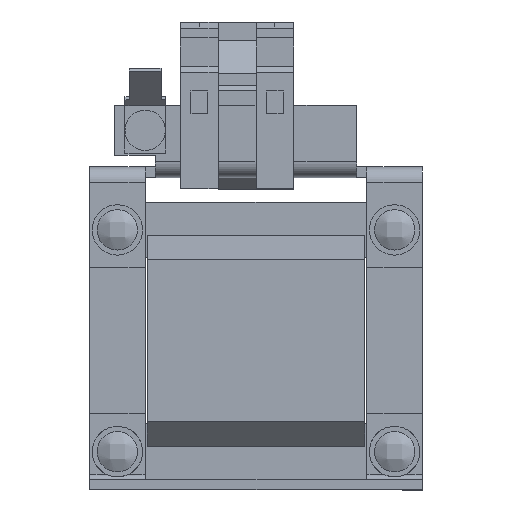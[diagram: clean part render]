
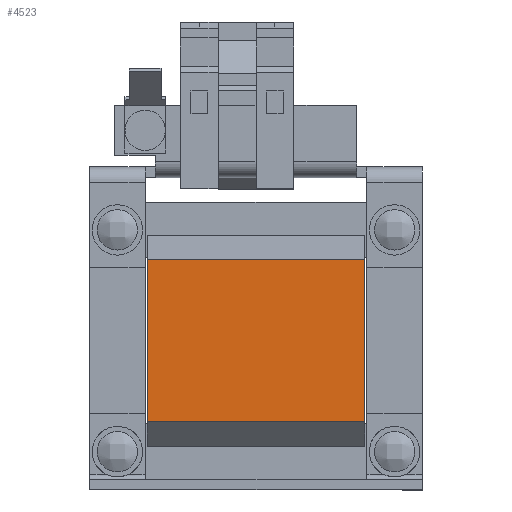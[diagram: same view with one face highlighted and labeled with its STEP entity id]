
A CAD part, top view. The second image highlights one B-rep face of the part: STEP entity #4523.
In plain terms, the highlighted planar face has unit normal (0, 0, 1).
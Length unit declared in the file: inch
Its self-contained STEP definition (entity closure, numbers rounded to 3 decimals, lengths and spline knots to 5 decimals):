
#318 = LINE ( 'NONE', #6915, #3249 ) ;
#387 = EDGE_CURVE ( 'NONE', #6244, #8242, #1971, .T. ) ;
#494 = DIRECTION ( 'NONE',  ( 0., 1., 0. ) ) ;
#588 = ORIENTED_EDGE ( 'NONE', *, *, #1875, .T. ) ;
#705 = DIRECTION ( 'NONE',  ( -1., 0., 0. ) ) ;
#1140 = CARTESIAN_POINT ( 'NONE',  ( 0.85138, 0.63386, 1.18898 ) ) ;
#1235 = LINE ( 'NONE', #10157, #2330 ) ;
#1329 = EDGE_LOOP ( 'NONE', ( #2634, #10096, #7597, #588 ) ) ;
#1468 = CARTESIAN_POINT ( 'NONE',  ( -0.85138, -0.63386, 1.18898 ) ) ;
#1875 = EDGE_CURVE ( 'NONE', #7189, #10200, #1235, .T. ) ;
#1971 = LINE ( 'NONE', #3614, #3669 ) ;
#2330 = VECTOR ( 'NONE', #494, 39.37008 ) ;
#2634 = ORIENTED_EDGE ( 'NONE', *, *, #8738, .F. ) ;
#2960 = DIRECTION ( 'NONE',  ( 0., 0., -1. ) ) ;
#3249 = VECTOR ( 'NONE', #6115, 39.37008 ) ;
#3614 = CARTESIAN_POINT ( 'NONE',  ( -0.85138, 0., 1.18898 ) ) ;
#3669 = VECTOR ( 'NONE', #3710, 39.37008 ) ;
#3710 = DIRECTION ( 'NONE',  ( 0., 1., 0. ) ) ;
#4523 = ADVANCED_FACE ( 'NONE', ( #6250 ), #5356, .F. ) ;
#4859 = CARTESIAN_POINT ( 'NONE',  ( -0.85138, 0.63386, 1.18898 ) ) ;
#5356 = PLANE ( 'NONE',  #8962 ) ;
#5682 = VECTOR ( 'NONE', #8858, 39.37008 ) ;
#6115 = DIRECTION ( 'NONE',  ( -1., 0., 0. ) ) ;
#6244 = VERTEX_POINT ( 'NONE', #1468 ) ;
#6250 = FACE_OUTER_BOUND ( 'NONE', #1329, .T. ) ;
#6391 = LINE ( 'NONE', #4859, #5682 ) ;
#6577 = EDGE_CURVE ( 'NONE', #7189, #6244, #318, .T. ) ;
#6915 = CARTESIAN_POINT ( 'NONE',  ( -0.85138, -0.63386, 1.18898 ) ) ;
#6999 = CARTESIAN_POINT ( 'NONE',  ( -0.85138, 0.63386, 1.18898 ) ) ;
#7189 = VERTEX_POINT ( 'NONE', #9097 ) ;
#7597 = ORIENTED_EDGE ( 'NONE', *, *, #6577, .F. ) ;
#8242 = VERTEX_POINT ( 'NONE', #6999 ) ;
#8568 = CARTESIAN_POINT ( 'NONE',  ( -0.85138, -0.63386, 1.18898 ) ) ;
#8738 = EDGE_CURVE ( 'NONE', #8242, #10200, #6391, .T. ) ;
#8858 = DIRECTION ( 'NONE',  ( 1., 0., 0. ) ) ;
#8962 = AXIS2_PLACEMENT_3D ( 'NONE', #8568, #2960, #705 ) ;
#9097 = CARTESIAN_POINT ( 'NONE',  ( 0.85138, -0.63386, 1.18898 ) ) ;
#10096 = ORIENTED_EDGE ( 'NONE', *, *, #387, .F. ) ;
#10157 = CARTESIAN_POINT ( 'NONE',  ( 0.85138, 0., 1.18898 ) ) ;
#10200 = VERTEX_POINT ( 'NONE', #1140 ) ;
